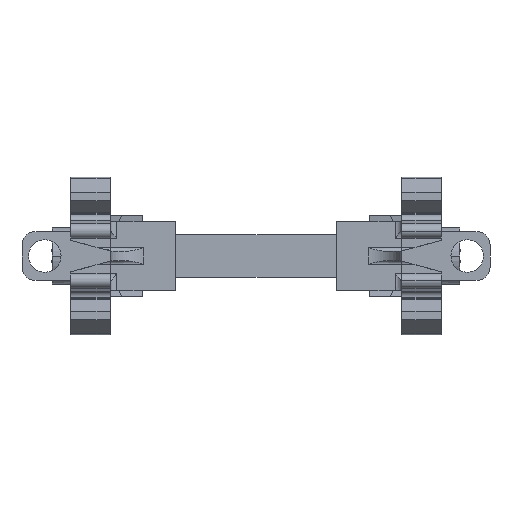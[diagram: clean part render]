
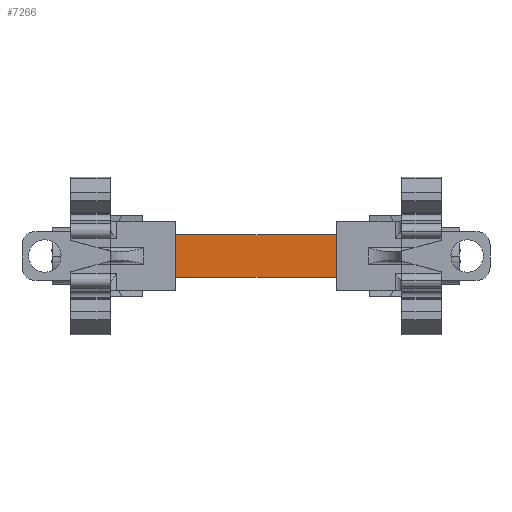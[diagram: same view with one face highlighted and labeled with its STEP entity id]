
A CAD part, front view. The second image highlights one B-rep face of the part: STEP entity #7266.
In plain terms, the highlighted planar face has unit normal (0, -1, 0).
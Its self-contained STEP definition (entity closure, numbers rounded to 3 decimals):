
#1503 = CARTESIAN_POINT ( 'NONE',  ( -57.472, -99.509, 219.221 ) ) ;
#1506 = LINE ( 'NONE', #1503, #11185 ) ;
#1514 = DIRECTION ( 'NONE',  ( 1., 0., 0. ) ) ;
#1698 = CARTESIAN_POINT ( 'NONE',  ( -57.472, -99.509, 212.721 ) ) ;
#1701 = LINE ( 'NONE', #1698, #11268 ) ;
#1704 = DIRECTION ( 'NONE',  ( 1., 0., 0. ) ) ;
#2493 = AXIS2_PLACEMENT_3D ( 'NONE', #21019, #21068, #21022 ) ;
#2785 = LINE ( 'NONE', #2804, #11117 ) ;
#2804 = CARTESIAN_POINT ( 'NONE',  ( -69.822, -99.509, 212.721 ) ) ;
#2822 = DIRECTION ( 'NONE',  ( 0., 0., -1. ) ) ;
#2830 = LINE ( 'NONE', #2858, #11161 ) ;
#2858 = CARTESIAN_POINT ( 'NONE',  ( -94.322, -99.509, 212.721 ) ) ;
#2859 = DIRECTION ( 'NONE',  ( 0., 0., 1. ) ) ;
#6341 = ORIENTED_EDGE ( 'NONE', *, *, #11775, .F. ) ;
#6353 = ORIENTED_EDGE ( 'NONE', *, *, #11753, .F. ) ;
#6372 = ORIENTED_EDGE ( 'NONE', *, *, #11740, .F. ) ;
#6391 = ORIENTED_EDGE ( 'NONE', *, *, #11846, .T. ) ;
#7266 = ADVANCED_FACE ( 'NONE', ( #21017 ), #21064, .F. ) ;
#11117 = VECTOR ( 'NONE', #2822, 1000. ) ;
#11161 = VECTOR ( 'NONE', #2859, 1000. ) ;
#11185 = VECTOR ( 'NONE', #1514, 1000. ) ;
#11268 = VECTOR ( 'NONE', #1704, 1000. ) ;
#11740 = EDGE_CURVE ( 'NONE', #14630, #14655, #2785, .T. ) ;
#11753 = EDGE_CURVE ( 'NONE', #14642, #14584, #2830, .T. ) ;
#11775 = EDGE_CURVE ( 'NONE', #14584, #14630, #1506, .T. ) ;
#11846 = EDGE_CURVE ( 'NONE', #14642, #14655, #1701, .T. ) ;
#14584 = VERTEX_POINT ( 'NONE', #19657 ) ;
#14630 = VERTEX_POINT ( 'NONE', #19742 ) ;
#14642 = VERTEX_POINT ( 'NONE', #19723 ) ;
#14655 = VERTEX_POINT ( 'NONE', #19748 ) ;
#16221 = EDGE_LOOP ( 'NONE', ( #6341, #6353, #6391, #6372 ) ) ;
#19657 = CARTESIAN_POINT ( 'NONE',  ( -94.322, -99.509, 219.221 ) ) ;
#19723 = CARTESIAN_POINT ( 'NONE',  ( -94.322, -99.509, 212.721 ) ) ;
#19742 = CARTESIAN_POINT ( 'NONE',  ( -69.822, -99.509, 219.221 ) ) ;
#19748 = CARTESIAN_POINT ( 'NONE',  ( -69.822, -99.509, 212.721 ) ) ;
#21017 = FACE_OUTER_BOUND ( 'NONE', #16221, .T. ) ;
#21019 = CARTESIAN_POINT ( 'NONE',  ( -57.472, -99.509, 212.721 ) ) ;
#21022 = DIRECTION ( 'NONE',  ( 0., 0., 1. ) ) ;
#21064 = PLANE ( 'NONE',  #2493 ) ;
#21068 = DIRECTION ( 'NONE',  ( 0., 1., 0. ) ) ;
